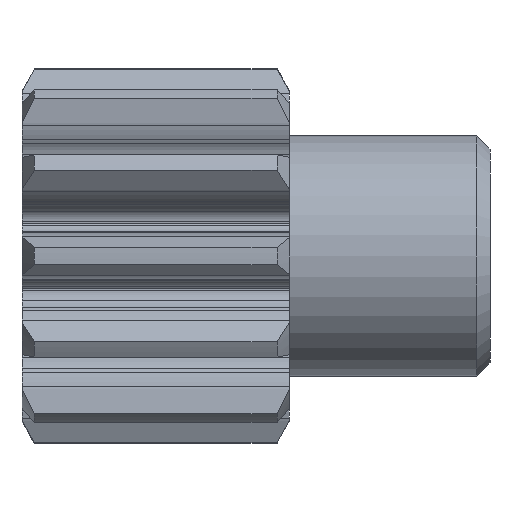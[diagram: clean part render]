
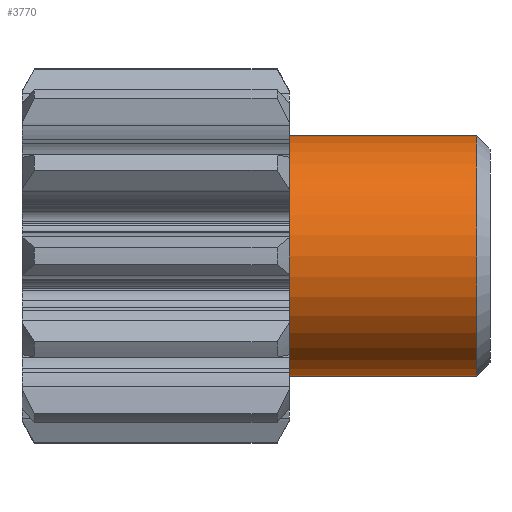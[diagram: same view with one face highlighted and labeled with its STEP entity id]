
A CAD part, front view. The second image highlights one B-rep face of the part: STEP entity #3770.
In plain terms, the highlighted cylindrical face has radius 9 mm (diameter 18 mm), a full revolution.
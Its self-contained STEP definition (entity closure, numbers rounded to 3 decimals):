
#34=CYLINDRICAL_SURFACE('',#4344,9.);
#215=VECTOR('',#5316,1.);
#399=LINE('',#6861,#215);
#903=VERTEX_POINT('',#6524);
#1064=VERTEX_POINT('',#6862);
#1065=VERTEX_POINT('',#6864);
#1276=CIRCLE('',#4181,9.);
#1437=CIRCLE('',#4345,9.);
#1700=EDGE_CURVE('',#903,#903,#1276,.T.);
#1874=EDGE_CURVE('',#1064,#903,#399,.T.);
#1875=EDGE_CURVE('',#1065,#1064,#1437,.T.);
#1876=EDGE_CURVE('',#1064,#1065,#1437,.T.);
#2522=ORIENTED_EDGE('',*,*,#1874,.T.);
#2523=ORIENTED_EDGE('',*,*,#1700,.T.);
#2524=ORIENTED_EDGE('',*,*,#1874,.F.);
#2525=ORIENTED_EDGE('',*,*,#1875,.F.);
#2526=ORIENTED_EDGE('',*,*,#1876,.F.);
#3344=EDGE_LOOP('',(#2522,#2523,#2524,#2525,#2526));
#3558=FACE_BOUND('',#3344,.T.);
#3770=ADVANCED_FACE('',(#3558),#34,.T.);
#4181=AXIS2_PLACEMENT_3D('',#6523,#4987,#4988);
#4344=AXIS2_PLACEMENT_3D('',#6860,#5314,#5315);
#4345=AXIS2_PLACEMENT_3D('',#6863,#5317,#5318);
#4987=DIRECTION('',(1.,0.,0.));
#4988=DIRECTION('',(0.,0.,-9.));
#5314=DIRECTION('',(1.,0.,0.));
#5315=DIRECTION('',(0.,0.,-9.));
#5316=DIRECTION('',(-1.,0.,0.));
#5317=DIRECTION('',(1.,0.,0.));
#5318=DIRECTION('',(0.,0.,-9.));
#6523=CARTESIAN_POINT('',(20.,0.,0.));
#6524=CARTESIAN_POINT('',(20.,0.,-9.));
#6860=CARTESIAN_POINT('',(35.,0.,0.));
#6861=CARTESIAN_POINT('',(19.,0.,-9.));
#6862=CARTESIAN_POINT('',(34.,0.,-9.));
#6863=CARTESIAN_POINT('',(34.,0.,0.));
#6864=CARTESIAN_POINT('',(34.,0.,9.));
